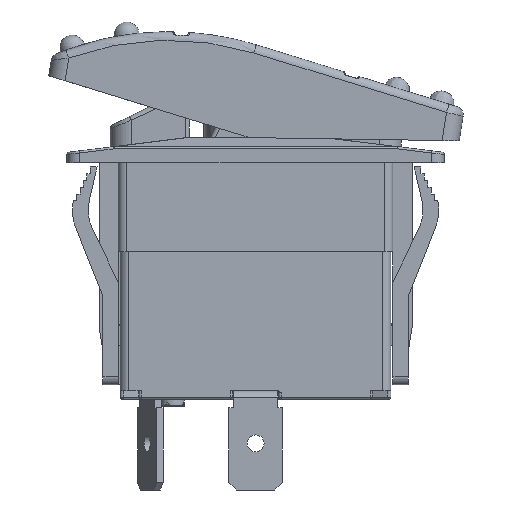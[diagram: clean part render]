
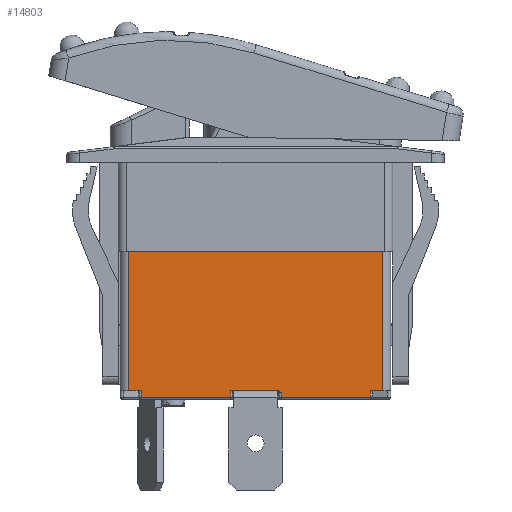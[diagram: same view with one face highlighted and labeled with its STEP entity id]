
A CAD part, front view. The second image highlights one B-rep face of the part: STEP entity #14803.
In plain terms, the highlighted planar face has unit normal (0, -1, 0).
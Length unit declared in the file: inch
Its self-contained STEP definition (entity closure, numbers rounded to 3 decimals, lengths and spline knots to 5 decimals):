
#12101=CARTESIAN_POINT('',(-0.58858,-0.40748,0.68504));
#12102=VERTEX_POINT('',#12101);
#12110=CARTESIAN_POINT('',(0.58858,-0.40748,0.68504));
#12111=VERTEX_POINT('',#12110);
#12112=CARTESIAN_POINT('',(0.58858,-0.40748,0.68504));
#12113=DIRECTION('',(-1.0,0.0,0.0));
#12114=VECTOR('',#12113,1.17717);
#12115=LINE('',#12112,#12114);
#12116=EDGE_CURVE('',#12111,#12102,#12115,.T.);
#14687=CARTESIAN_POINT('',(-0.58858,-0.40748,0.03937));
#14688=VERTEX_POINT('',#14687);
#14696=CARTESIAN_POINT('',(-0.58858,-0.40748,0.03937));
#14697=DIRECTION('',(0.0,0.0,1.0));
#14698=VECTOR('',#14697,0.64567);
#14699=LINE('',#14696,#14698);
#14700=EDGE_CURVE('',#14688,#12102,#14699,.T.);
#14705=CARTESIAN_POINT('',(-0.64744,-0.40748,0.7188));
#14706=DIRECTION('',(0.0,-1.0,0.0));
#14707=DIRECTION('',(0.0,0.0,-1.0));
#14708=AXIS2_PLACEMENT_3D('',#14705,#14706,#14707);
#14709=PLANE('',#14708);
#14710=CARTESIAN_POINT('',(0.11811,-0.40748,0.02953));
#14711=VERTEX_POINT('',#14710);
#14712=CARTESIAN_POINT('',(0.10106,-0.40748,0.03937));
#14713=VERTEX_POINT('',#14712);
#14714=CARTESIAN_POINT('',(0.11811,-0.40748,0.02953));
#14715=CARTESIAN_POINT('',(0.11538,-0.40748,0.03225));
#14716=CARTESIAN_POINT('',(0.11205,-0.40748,0.03547));
#14717=CARTESIAN_POINT('',(0.10645,-0.40748,0.03849));
#14718=CARTESIAN_POINT('',(0.10357,-0.40748,0.03937));
#14719=CARTESIAN_POINT('',(0.10106,-0.40748,0.03937));
#14720=B_SPLINE_CURVE_WITH_KNOTS('',3,(#14714,#14715,#14716,#14717,#14718,#14719),.UNSPECIFIED.,.F.,.U.,(4,2,4),(-0.06885,-0.05728,-0.04976),.UNSPECIFIED.);
#14721=EDGE_CURVE('',#14711,#14713,#14720,.T.);
#14722=ORIENTED_EDGE('',*,*,#14721,.F.);
#14723=CARTESIAN_POINT('',(0.11811,-0.40748,0.00984));
#14724=VERTEX_POINT('',#14723);
#14725=CARTESIAN_POINT('',(0.11811,-0.40748,0.00984));
#14726=DIRECTION('',(0.0,0.0,1.0));
#14727=VECTOR('',#14726,0.01969);
#14728=LINE('',#14725,#14727);
#14729=EDGE_CURVE('',#14724,#14711,#14728,.T.);
#14730=ORIENTED_EDGE('',*,*,#14729,.F.);
#14731=CARTESIAN_POINT('',(0.5315,-0.40748,0.00984));
#14732=VERTEX_POINT('',#14731);
#14733=CARTESIAN_POINT('',(0.5315,-0.40748,0.00984));
#14734=DIRECTION('',(-1.0,0.0,0.0));
#14735=VECTOR('',#14734,0.41339);
#14736=LINE('',#14733,#14735);
#14737=EDGE_CURVE('',#14732,#14724,#14736,.T.);
#14738=ORIENTED_EDGE('',*,*,#14737,.F.);
#14739=CARTESIAN_POINT('',(0.5315,-0.40748,0.03937));
#14740=VERTEX_POINT('',#14739);
#14741=CARTESIAN_POINT('',(0.5315,-0.40748,0.03937));
#14742=DIRECTION('',(0.0,0.0,-1.0));
#14743=VECTOR('',#14742,0.02953);
#14744=LINE('',#14741,#14743);
#14745=EDGE_CURVE('',#14740,#14732,#14744,.T.);
#14746=ORIENTED_EDGE('',*,*,#14745,.F.);
#14747=CARTESIAN_POINT('',(0.58858,-0.40748,0.03937));
#14748=VERTEX_POINT('',#14747);
#14749=CARTESIAN_POINT('',(0.58858,-0.40748,0.03937));
#14750=DIRECTION('',(-1.0,0.0,0.0));
#14751=VECTOR('',#14750,0.05709);
#14752=LINE('',#14749,#14751);
#14753=EDGE_CURVE('',#14748,#14740,#14752,.T.);
#14754=ORIENTED_EDGE('',*,*,#14753,.F.);
#14755=CARTESIAN_POINT('',(0.58858,-0.40748,0.68504));
#14756=DIRECTION('',(0.0,0.0,-1.0));
#14757=VECTOR('',#14756,0.64567);
#14758=LINE('',#14755,#14757);
#14759=EDGE_CURVE('',#12111,#14748,#14758,.T.);
#14760=ORIENTED_EDGE('',*,*,#14759,.F.);
#14761=ORIENTED_EDGE('',*,*,#12116,.T.);
#14762=ORIENTED_EDGE('',*,*,#14700,.F.);
#14763=CARTESIAN_POINT('',(-0.5315,-0.40748,0.03937));
#14764=VERTEX_POINT('',#14763);
#14765=CARTESIAN_POINT('',(-0.5315,-0.40748,0.03937));
#14766=DIRECTION('',(-1.0,0.0,0.0));
#14767=VECTOR('',#14766,0.05709);
#14768=LINE('',#14765,#14767);
#14769=EDGE_CURVE('',#14764,#14688,#14768,.T.);
#14770=ORIENTED_EDGE('',*,*,#14769,.F.);
#14771=CARTESIAN_POINT('',(-0.5315,-0.40748,0.00984));
#14772=VERTEX_POINT('',#14771);
#14773=CARTESIAN_POINT('',(-0.5315,-0.40748,0.00984));
#14774=DIRECTION('',(0.0,0.0,1.0));
#14775=VECTOR('',#14774,0.02953);
#14776=LINE('',#14773,#14775);
#14777=EDGE_CURVE('',#14772,#14764,#14776,.T.);
#14778=ORIENTED_EDGE('',*,*,#14777,.F.);
#14779=CARTESIAN_POINT('',(-0.11811,-0.40748,0.00984));
#14780=VERTEX_POINT('',#14779);
#14781=CARTESIAN_POINT('',(-0.11811,-0.40748,0.00984));
#14782=DIRECTION('',(-1.0,0.0,0.0));
#14783=VECTOR('',#14782,0.41339);
#14784=LINE('',#14781,#14783);
#14785=EDGE_CURVE('',#14780,#14772,#14784,.T.);
#14786=ORIENTED_EDGE('',*,*,#14785,.F.);
#14787=CARTESIAN_POINT('',(-0.11811,-0.40748,0.03937));
#14788=VERTEX_POINT('',#14787);
#14789=CARTESIAN_POINT('',(-0.11811,-0.40748,0.03937));
#14790=DIRECTION('',(0.0,0.0,-1.0));
#14791=VECTOR('',#14790,0.02953);
#14792=LINE('',#14789,#14791);
#14793=EDGE_CURVE('',#14788,#14780,#14792,.T.);
#14794=ORIENTED_EDGE('',*,*,#14793,.F.);
#14795=CARTESIAN_POINT('',(0.10106,-0.40748,0.03937));
#14796=DIRECTION('',(-1.0,0.0,0.0));
#14797=VECTOR('',#14796,0.21917);
#14798=LINE('',#14795,#14797);
#14799=EDGE_CURVE('',#14713,#14788,#14798,.T.);
#14800=ORIENTED_EDGE('',*,*,#14799,.F.);
#14801=EDGE_LOOP('',(#14722,#14730,#14738,#14746,#14754,#14760,#14761,#14762,#14770,#14778,#14786,#14794,#14800));
#14802=FACE_OUTER_BOUND('',#14801,.T.);
#14803=ADVANCED_FACE('',(#14802),#14709,.T.);
